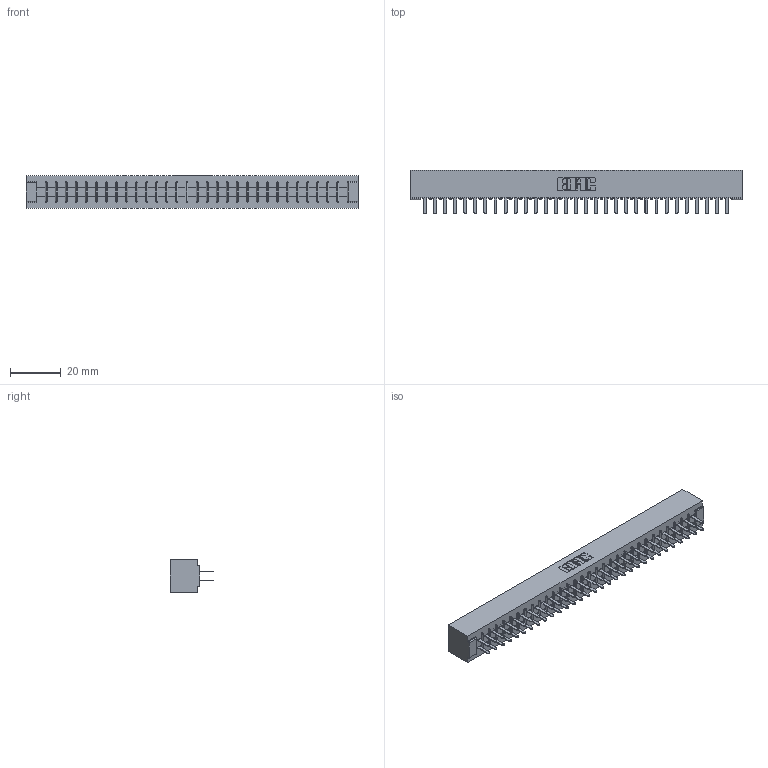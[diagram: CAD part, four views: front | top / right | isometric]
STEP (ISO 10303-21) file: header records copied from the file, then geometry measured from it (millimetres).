
FILE_DESCRIPTION (( 'STEP AP203' ), '1' );
FILE_NAME ('305-062-520-501.STEP', '2019-09-10T01:50:03', ( '' ), ( '' ), 'SwSTEP 2.0', 'SolidWorks 2016', '' );
FILE_SCHEMA (( 'CONFIG_CONTROL_DESIGN' ));
Length unit declared in the file: inch
Products named in the file (3): 305-062-520-501; 305-290-001_520; 305 Part_No Mounting
Assembly tree (63 placements, depth 2):
  305-062-520-501
    305 Part_No Mounting
    305-290-001_520  x62
Bounding box: 130.71 x 17.09 x 12.7 mm (x, y, z)
Volume: 13620.1 mm3; surface area: 18218.2 mm2
Topology: 63 solids, 63 shells, 2960 faces, 8445 edges, 5462 vertices
Faces by surface type: plane 1738, cylinder 1098, sphere 124
Entity records: 34506 total; most frequent: CARTESIAN_POINT 5707, ORIENTED_EDGE 5662, DIRECTION 5527, EDGE_CURVE 2831, VECTOR 2283, LINE 2283, VERTEX_POINT 1802, AXIS2_PLACEMENT_3D 1622
